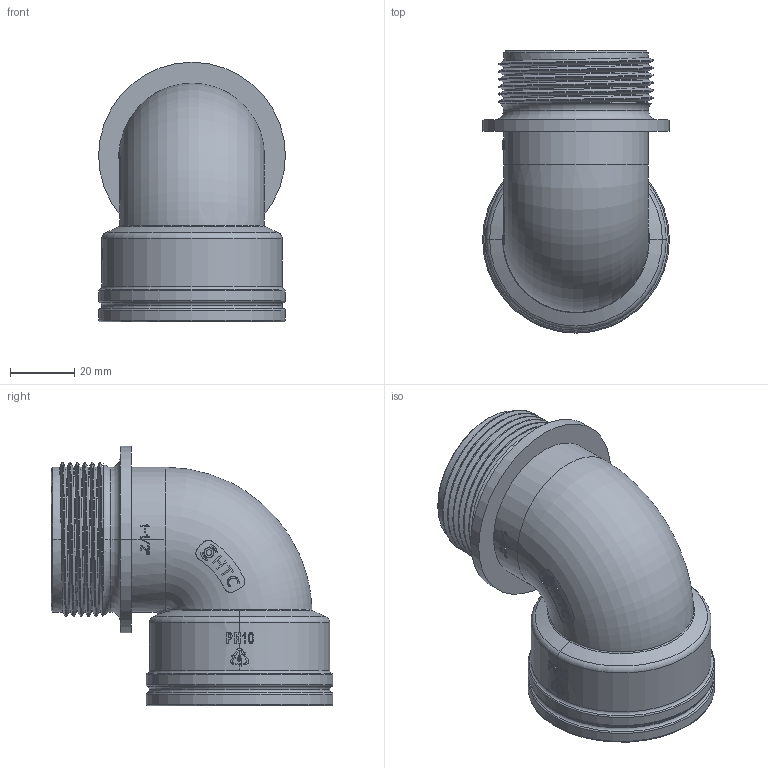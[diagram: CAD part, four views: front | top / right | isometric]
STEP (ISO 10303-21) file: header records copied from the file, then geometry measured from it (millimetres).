
FILE_DESCRIPTION(/* description */ (''),/* implementation_level */ '2;1');
FILE_NAME(/* name */ '1-1-2弯.stp',/* time_stamp */ '2025-03-22T17:23:05+08:00',/* author */ (''),/* organization */ (''),/* preprocessor_version */ 'ST-DEVELOPER v16.7',/* originating_system */ 'SIEMENS PLM Software NX 12.0',/* authorisation */ '');
FILE_SCHEMA (('AUTOMOTIVE_DESIGN { 1 0 10303 214 3 1 1 1 }'));
Length unit declared in the file: millimetre
Products named in the file (1): Admi832CE1CEimec
Bounding box: 58.18 x 87.82 x 80.85 mm (x, y, z)
Volume: 70661 mm3; surface area: 36411.7 mm2
Topology: 1 solids, 1 shells, 539 faces, 1521 edges, 1019 vertices
Faces by surface type: plane 373, cylinder 65, cone 32, extrusion 31, torus 23, bspline 15
Full cylindrical faces by diameter (mm): 1.8 x1, 3.114 x1, 36.36 x2, 48.48 x1, 58.176 x2
Entity records: 23458 total; most frequent: CARTESIAN_POINT 9539, ORIENTED_EDGE 3000, DIRECTION 2929, EDGE_CURVE 1500, AXIS2_PLACEMENT_3D 1197, VERTEX_POINT 1012, EDGE_LOOP 590, ADVANCED_FACE 539
